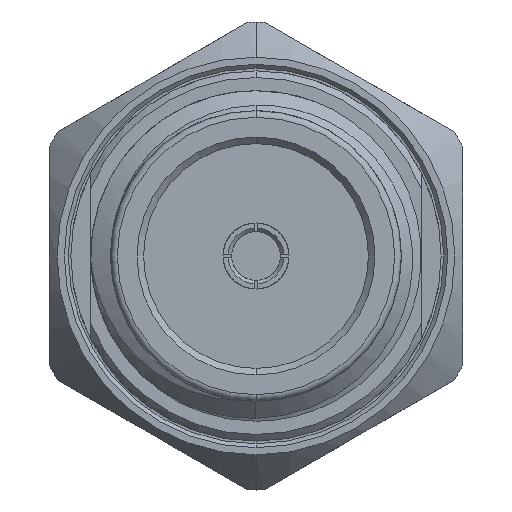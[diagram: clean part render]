
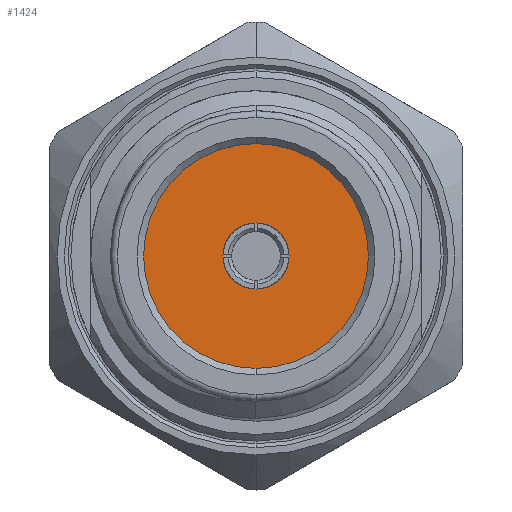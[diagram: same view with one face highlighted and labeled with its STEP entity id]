
A CAD part, front view. The second image highlights one B-rep face of the part: STEP entity #1424.
In plain terms, the highlighted planar face has unit normal (0, -1, 0).
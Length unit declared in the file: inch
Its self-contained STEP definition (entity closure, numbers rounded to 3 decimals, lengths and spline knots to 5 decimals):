
#51 = CARTESIAN_POINT ( 'NONE',  ( 0., -0.134, -0.025 ) ) ;
#297 = AXIS2_PLACEMENT_3D ( 'NONE', #3397, #524, #5255 ) ;
#407 = CARTESIAN_POINT ( 'NONE',  ( 0., -0.134, 0.085 ) ) ;
#471 = DIRECTION ( 'NONE',  ( 0., -1., 0. ) ) ;
#493 = CARTESIAN_POINT ( 'NONE',  ( 0., -0.134, 0. ) ) ;
#524 = DIRECTION ( 'NONE',  ( 0., -1., 0. ) ) ;
#549 = ORIENTED_EDGE ( 'NONE', *, *, #1405, .F. ) ;
#854 = CARTESIAN_POINT ( 'NONE',  ( 0., -0.134, 0. ) ) ;
#1105 = EDGE_CURVE ( 'NONE', #4436, #2331, #2181, .T. ) ;
#1164 = ORIENTED_EDGE ( 'NONE', *, *, #2544, .F. ) ;
#1368 = VERTEX_POINT ( 'NONE', #2325 ) ;
#1405 = EDGE_CURVE ( 'NONE', #5304, #1368, #4019, .T. ) ;
#1424 = ADVANCED_FACE ( 'NONE', ( #2766, #3874 ), #3205, .T. ) ;
#1563 = AXIS2_PLACEMENT_3D ( 'NONE', #2188, #4564, #2638 ) ;
#1739 = CARTESIAN_POINT ( 'NONE',  ( 0., -0.134, -0.085 ) ) ;
#2169 = EDGE_LOOP ( 'NONE', ( #549, #1164 ) ) ;
#2181 = CIRCLE ( 'NONE', #6083, 0.085 ) ;
#2188 = CARTESIAN_POINT ( 'NONE',  ( 0., -0.134, 0. ) ) ;
#2243 = DIRECTION ( 'NONE',  ( 0., 0., -1. ) ) ;
#2282 = CARTESIAN_POINT ( 'NONE',  ( 0., -0.134, 0. ) ) ;
#2325 = CARTESIAN_POINT ( 'NONE',  ( 0., -0.134, 0.025 ) ) ;
#2331 = VERTEX_POINT ( 'NONE', #1739 ) ;
#2544 = EDGE_CURVE ( 'NONE', #1368, #5304, #3053, .T. ) ;
#2638 = DIRECTION ( 'NONE',  ( 0., 0., -1. ) ) ;
#2714 = DIRECTION ( 'NONE',  ( 0., -1., 0. ) ) ;
#2766 = FACE_BOUND ( 'NONE', #2169, .T. ) ;
#2778 = CIRCLE ( 'NONE', #1563, 0.085 ) ;
#3053 = CIRCLE ( 'NONE', #297, 0.025 ) ;
#3071 = EDGE_LOOP ( 'NONE', ( #5747, #6087 ) ) ;
#3205 = PLANE ( 'NONE',  #4492 ) ;
#3397 = CARTESIAN_POINT ( 'NONE',  ( 0., -0.134, 0. ) ) ;
#3874 = FACE_OUTER_BOUND ( 'NONE', #3071, .T. ) ;
#4019 = CIRCLE ( 'NONE', #5571, 0.025 ) ;
#4200 = DIRECTION ( 'NONE',  ( 0., 0., -1. ) ) ;
#4436 = VERTEX_POINT ( 'NONE', #407 ) ;
#4492 = AXIS2_PLACEMENT_3D ( 'NONE', #854, #2714, #4200 ) ;
#4564 = DIRECTION ( 'NONE',  ( 0., -1., 0. ) ) ;
#5255 = DIRECTION ( 'NONE',  ( 0., 0., -1. ) ) ;
#5304 = VERTEX_POINT ( 'NONE', #51 ) ;
#5571 = AXIS2_PLACEMENT_3D ( 'NONE', #2282, #6084, #2243 ) ;
#5686 = DIRECTION ( 'NONE',  ( 0., 0., -1. ) ) ;
#5747 = ORIENTED_EDGE ( 'NONE', *, *, #5800, .T. ) ;
#5800 = EDGE_CURVE ( 'NONE', #2331, #4436, #2778, .T. ) ;
#6083 = AXIS2_PLACEMENT_3D ( 'NONE', #493, #471, #5686 ) ;
#6084 = DIRECTION ( 'NONE',  ( 0., -1., 0. ) ) ;
#6087 = ORIENTED_EDGE ( 'NONE', *, *, #1105, .T. ) ;
